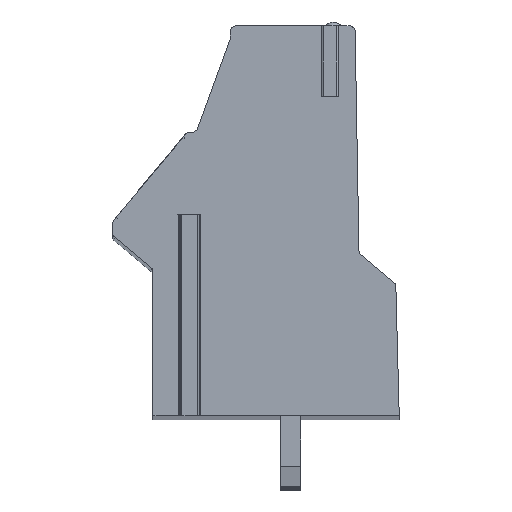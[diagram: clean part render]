
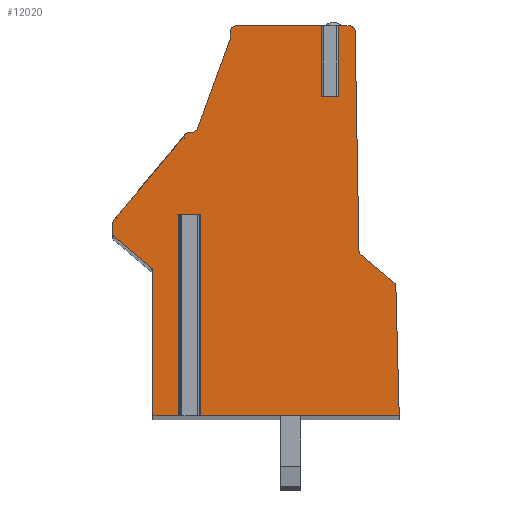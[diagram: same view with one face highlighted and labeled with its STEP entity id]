
A CAD part, top view. The second image highlights one B-rep face of the part: STEP entity #12020.
In plain terms, the highlighted planar face has unit normal (0, 0, 1).
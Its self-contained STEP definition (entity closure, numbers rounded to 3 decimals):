
#13=DIRECTION('',(-1.,0.,0.));
#14=VECTOR('',#13,0.55);
#15=CARTESIAN_POINT('',(3.708,6.127,109.22));
#16=LINE('',#15,#14);
#17=DIRECTION('',(0.,-1.,0.));
#18=VECTOR('',#17,3.5);
#19=CARTESIAN_POINT('',(3.708,9.627,109.22));
#20=LINE('',#19,#18);
#21=DIRECTION('',(-1.,0.,0.));
#22=VECTOR('',#21,0.682);
#23=CARTESIAN_POINT('',(4.39,9.627,109.22));
#24=LINE('',#23,#22);
#25=CARTESIAN_POINT('',(4.39,9.327,109.22));
#26=DIRECTION('',(0.,0.,1.));
#27=DIRECTION('',(1.,0.017,0.));
#28=AXIS2_PLACEMENT_3D('',#25,#26,#27);
#30=DIRECTION('',(-0.017,1.,0.));
#31=VECTOR('',#30,10.885);
#32=CARTESIAN_POINT('',(4.88,-1.552,109.22));
#33=LINE('',#32,#31);
#34=CARTESIAN_POINT('',(5.18,-1.546,109.22));
#35=DIRECTION('',(0.,0.,-1.));
#36=DIRECTION('',(-0.643,-0.766,0.));
#37=AXIS2_PLACEMENT_3D('',#34,#35,#36);
#39=DIRECTION('',(-0.766,0.643,0.));
#40=VECTOR('',#39,2.116);
#41=CARTESIAN_POINT('',(6.608,-3.137,109.22));
#42=LINE('',#41,#40);
#43=CARTESIAN_POINT('',(6.415,-3.366,109.22));
#44=DIRECTION('',(0.,0.,1.));
#45=DIRECTION('',(1.,0.029,0.));
#46=AXIS2_PLACEMENT_3D('',#43,#44,#45);
#48=DIRECTION('',(-0.026,1.,0.));
#49=VECTOR('',#48,6.418);
#50=CARTESIAN_POINT('',(6.883,-9.773,109.22));
#51=LINE('',#50,#49);
#52=DIRECTION('',(1.,0.,0.));
#53=VECTOR('',#52,9.952);
#54=CARTESIAN_POINT('',(-3.069,-9.773,109.22));
#55=LINE('',#54,#53);
#56=DIRECTION('',(0.,-1.,0.));
#57=VECTOR('',#56,10.);
#58=CARTESIAN_POINT('',(-3.069,0.227,109.22));
#59=LINE('',#58,#57);
#60=DIRECTION('',(-1.,0.,0.));
#61=VECTOR('',#60,0.996);
#62=CARTESIAN_POINT('',(-3.069,0.227,109.22));
#63=LINE('',#62,#61);
#64=DIRECTION('',(0.,-1.,0.));
#65=VECTOR('',#64,10.);
#66=CARTESIAN_POINT('',(-4.065,0.227,109.22));
#67=LINE('',#66,#65);
#68=DIRECTION('',(1.,0.,0.));
#69=VECTOR('',#68,1.302);
#70=CARTESIAN_POINT('',(-5.367,-9.773,109.22));
#71=LINE('',#70,#69);
#72=DIRECTION('',(0.,-1.,0.));
#73=VECTOR('',#72,7.198);
#74=CARTESIAN_POINT('',(-5.367,-2.576,109.22));
#75=LINE('',#74,#73);
#76=CARTESIAN_POINT('',(-5.567,-2.576,109.22));
#77=DIRECTION('',(0.,0.,-1.));
#78=DIRECTION('',(0.643,0.766,0.));
#79=AXIS2_PLACEMENT_3D('',#76,#77,#78);
#81=DIRECTION('',(0.766,-0.643,0.));
#82=VECTOR('',#81,2.424);
#83=CARTESIAN_POINT('',(-7.295,-0.864,109.22));
#84=LINE('',#83,#82);
#85=CARTESIAN_POINT('',(-7.167,-0.711,109.22));
#86=DIRECTION('',(0.,0.,1.));
#87=DIRECTION('',(-1.,0.,0.));
#88=AXIS2_PLACEMENT_3D('',#85,#86,#87);
#90=DIRECTION('',(0.,-1.,0.));
#91=VECTOR('',#90,0.52);
#92=CARTESIAN_POINT('',(-7.367,-0.191,109.22));
#93=LINE('',#92,#91);
#94=CARTESIAN_POINT('',(-7.067,-0.191,109.22));
#95=DIRECTION('',(0.,0.,1.));
#96=DIRECTION('',(-0.766,0.643,0.));
#97=AXIS2_PLACEMENT_3D('',#94,#95,#96);
#99=DIRECTION('',(-0.643,-0.766,0.));
#100=VECTOR('',#99,5.645);
#101=CARTESIAN_POINT('',(-3.668,4.327,109.22));
#102=LINE('',#101,#100);
#103=DIRECTION('',(-1.,0.,0.));
#104=VECTOR('',#103,0.236);
#105=CARTESIAN_POINT('',(-3.432,4.327,109.22));
#106=LINE('',#105,#104);
#107=CARTESIAN_POINT('',(-3.432,4.627,109.22));
#108=DIRECTION('',(0.,0.,-1.));
#109=DIRECTION('',(0.94,-0.342,0.));
#110=AXIS2_PLACEMENT_3D('',#107,#108,#109);
#112=DIRECTION('',(-0.342,-0.94,0.));
#113=VECTOR('',#112,4.782);
#114=CARTESIAN_POINT('',(-1.515,9.018,109.22));
#115=LINE('',#114,#113);
#116=DIRECTION('',(0.,-1.,0.));
#117=VECTOR('',#116,0.309);
#118=CARTESIAN_POINT('',(-1.515,9.327,109.22));
#119=LINE('',#118,#117);
#120=CARTESIAN_POINT('',(-1.215,9.327,109.22));
#121=DIRECTION('',(0.,0.,1.));
#122=DIRECTION('',(0.,1.,0.));
#123=AXIS2_PLACEMENT_3D('',#120,#121,#122);
#125=DIRECTION('',(-1.,0.,0.));
#126=VECTOR('',#125,4.373);
#127=CARTESIAN_POINT('',(3.158,9.627,109.22));
#128=LINE('',#127,#126);
#129=DIRECTION('',(0.,-1.,0.));
#130=VECTOR('',#129,3.5);
#131=CARTESIAN_POINT('',(3.158,9.627,109.22));
#132=LINE('',#131,#130);
#9413=CARTESIAN_POINT('',(6.883,-9.773,109.22));
#9414=CARTESIAN_POINT('',(6.715,-3.358,109.22));
#9415=VERTEX_POINT('',#9413);
#9416=VERTEX_POINT('',#9414);
#9417=CARTESIAN_POINT('',(6.608,-3.137,109.22));
#9418=VERTEX_POINT('',#9417);
#9419=CARTESIAN_POINT('',(4.987,-1.776,109.22));
#9420=VERTEX_POINT('',#9419);
#9421=CARTESIAN_POINT('',(4.88,-1.552,109.22));
#9422=VERTEX_POINT('',#9421);
#9423=CARTESIAN_POINT('',(4.69,9.332,109.22));
#9424=VERTEX_POINT('',#9423);
#9425=CARTESIAN_POINT('',(4.39,9.627,109.22));
#9426=VERTEX_POINT('',#9425);
#9427=CARTESIAN_POINT('',(-1.215,9.627,109.22));
#9428=CARTESIAN_POINT('',(-1.515,9.327,109.22));
#9429=VERTEX_POINT('',#9427);
#9430=VERTEX_POINT('',#9428);
#9431=CARTESIAN_POINT('',(-1.515,9.018,109.22));
#9432=VERTEX_POINT('',#9431);
#9433=CARTESIAN_POINT('',(-3.15,4.524,109.22));
#9434=VERTEX_POINT('',#9433);
#9435=CARTESIAN_POINT('',(-3.432,4.327,109.22));
#9436=VERTEX_POINT('',#9435);
#9437=CARTESIAN_POINT('',(-3.668,4.327,109.22));
#9438=VERTEX_POINT('',#9437);
#9439=CARTESIAN_POINT('',(-7.297,0.002,109.22));
#9440=VERTEX_POINT('',#9439);
#9441=CARTESIAN_POINT('',(-7.367,-0.191,109.22));
#9442=VERTEX_POINT('',#9441);
#9443=CARTESIAN_POINT('',(-7.367,-0.711,109.22));
#9444=VERTEX_POINT('',#9443);
#9445=CARTESIAN_POINT('',(-7.295,-0.864,109.22));
#9446=VERTEX_POINT('',#9445);
#9447=CARTESIAN_POINT('',(-5.438,-2.422,109.22));
#9448=VERTEX_POINT('',#9447);
#9449=CARTESIAN_POINT('',(-5.367,-2.576,109.22));
#9450=VERTEX_POINT('',#9449);
#9451=CARTESIAN_POINT('',(-5.367,-9.773,109.22));
#9452=VERTEX_POINT('',#9451);
#9553=CARTESIAN_POINT('',(-3.069,0.227,109.22));
#9554=CARTESIAN_POINT('',(-4.065,0.227,109.22));
#9555=VERTEX_POINT('',#9553);
#9556=VERTEX_POINT('',#9554);
#9557=CARTESIAN_POINT('',(-3.069,-9.773,109.22));
#9558=VERTEX_POINT('',#9557);
#9559=CARTESIAN_POINT('',(-4.065,-9.773,109.22));
#9560=VERTEX_POINT('',#9559);
#9597=CARTESIAN_POINT('',(3.708,6.127,109.22));
#9598=CARTESIAN_POINT('',(3.158,6.127,109.22));
#9599=VERTEX_POINT('',#9597);
#9600=VERTEX_POINT('',#9598);
#9601=CARTESIAN_POINT('',(3.158,9.627,109.22));
#9602=VERTEX_POINT('',#9601);
#9603=CARTESIAN_POINT('',(3.708,9.627,109.22));
#9604=VERTEX_POINT('',#9603);
#11957=CARTESIAN_POINT('',(0.,0.,109.22));
#11958=DIRECTION('',(0.,0.,1.));
#11959=DIRECTION('',(1.,0.,0.));
#11960=AXIS2_PLACEMENT_3D('',#11957,#11958,#11959);
#11961=PLANE('',#11960);
#11963=ORIENTED_EDGE('',*,*,#11962,.F.);
#11965=ORIENTED_EDGE('',*,*,#11964,.F.);
#11967=ORIENTED_EDGE('',*,*,#11966,.F.);
#11969=ORIENTED_EDGE('',*,*,#11968,.F.);
#11971=ORIENTED_EDGE('',*,*,#11970,.F.);
#11973=ORIENTED_EDGE('',*,*,#11972,.F.);
#11975=ORIENTED_EDGE('',*,*,#11974,.F.);
#11977=ORIENTED_EDGE('',*,*,#11976,.F.);
#11979=ORIENTED_EDGE('',*,*,#11978,.F.);
#11981=ORIENTED_EDGE('',*,*,#11980,.F.);
#11983=ORIENTED_EDGE('',*,*,#11982,.F.);
#11985=ORIENTED_EDGE('',*,*,#11984,.T.);
#11987=ORIENTED_EDGE('',*,*,#11986,.T.);
#11989=ORIENTED_EDGE('',*,*,#11988,.F.);
#11991=ORIENTED_EDGE('',*,*,#11990,.F.);
#11993=ORIENTED_EDGE('',*,*,#11992,.F.);
#11995=ORIENTED_EDGE('',*,*,#11994,.F.);
#11997=ORIENTED_EDGE('',*,*,#11996,.F.);
#11999=ORIENTED_EDGE('',*,*,#11998,.F.);
#12001=ORIENTED_EDGE('',*,*,#12000,.F.);
#12003=ORIENTED_EDGE('',*,*,#12002,.F.);
#12005=ORIENTED_EDGE('',*,*,#12004,.F.);
#12007=ORIENTED_EDGE('',*,*,#12006,.F.);
#12009=ORIENTED_EDGE('',*,*,#12008,.F.);
#12011=ORIENTED_EDGE('',*,*,#12010,.F.);
#12013=ORIENTED_EDGE('',*,*,#12012,.F.);
#12015=ORIENTED_EDGE('',*,*,#12014,.F.);
#12017=ORIENTED_EDGE('',*,*,#12016,.T.);
#12018=EDGE_LOOP('',(#11963,#11965,#11967,#11969,#11971,#11973,#11975,#11977,
#11979,#11981,#11983,#11985,#11987,#11989,#11991,#11993,#11995,#11997,#11999,
#12001,#12003,#12005,#12007,#12009,#12011,#12013,#12015,#12017));
#12019=FACE_OUTER_BOUND('',#12018,.F.);
#29=CIRCLE('',#28,0.3);
#38=CIRCLE('',#37,0.3);
#47=CIRCLE('',#46,0.3);
#80=CIRCLE('',#79,0.2);
#89=CIRCLE('',#88,0.2);
#98=CIRCLE('',#97,0.3);
#111=CIRCLE('',#110,0.3);
#124=CIRCLE('',#123,0.3);
#11962=EDGE_CURVE('',#9599,#9600,#16,.T.);
#11964=EDGE_CURVE('',#9604,#9599,#20,.T.);
#11966=EDGE_CURVE('',#9426,#9604,#24,.T.);
#11968=EDGE_CURVE('',#9424,#9426,#29,.T.);
#11970=EDGE_CURVE('',#9422,#9424,#33,.T.);
#11972=EDGE_CURVE('',#9420,#9422,#38,.T.);
#11974=EDGE_CURVE('',#9418,#9420,#42,.T.);
#11976=EDGE_CURVE('',#9416,#9418,#47,.T.);
#11978=EDGE_CURVE('',#9415,#9416,#51,.T.);
#11980=EDGE_CURVE('',#9558,#9415,#55,.T.);
#11982=EDGE_CURVE('',#9555,#9558,#59,.T.);
#11984=EDGE_CURVE('',#9555,#9556,#63,.T.);
#11986=EDGE_CURVE('',#9556,#9560,#67,.T.);
#11988=EDGE_CURVE('',#9452,#9560,#71,.T.);
#11990=EDGE_CURVE('',#9450,#9452,#75,.T.);
#11992=EDGE_CURVE('',#9448,#9450,#80,.T.);
#11994=EDGE_CURVE('',#9446,#9448,#84,.T.);
#11996=EDGE_CURVE('',#9444,#9446,#89,.T.);
#11998=EDGE_CURVE('',#9442,#9444,#93,.T.);
#12000=EDGE_CURVE('',#9440,#9442,#98,.T.);
#12002=EDGE_CURVE('',#9438,#9440,#102,.T.);
#12004=EDGE_CURVE('',#9436,#9438,#106,.T.);
#12006=EDGE_CURVE('',#9434,#9436,#111,.T.);
#12008=EDGE_CURVE('',#9432,#9434,#115,.T.);
#12010=EDGE_CURVE('',#9430,#9432,#119,.T.);
#12012=EDGE_CURVE('',#9429,#9430,#124,.T.);
#12014=EDGE_CURVE('',#9602,#9429,#128,.T.);
#12016=EDGE_CURVE('',#9602,#9600,#132,.T.);
#12020=ADVANCED_FACE('',(#12019),#11961,.T.);
